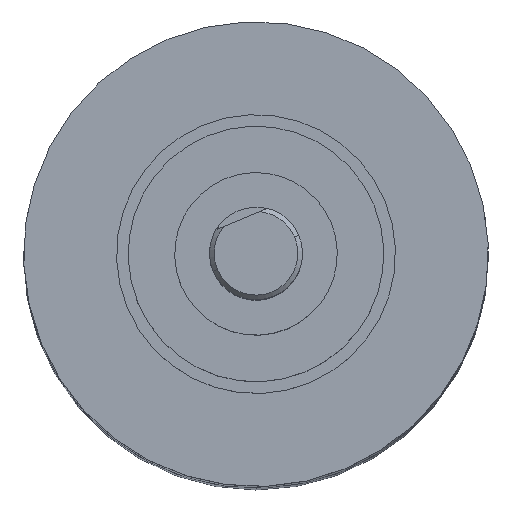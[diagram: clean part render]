
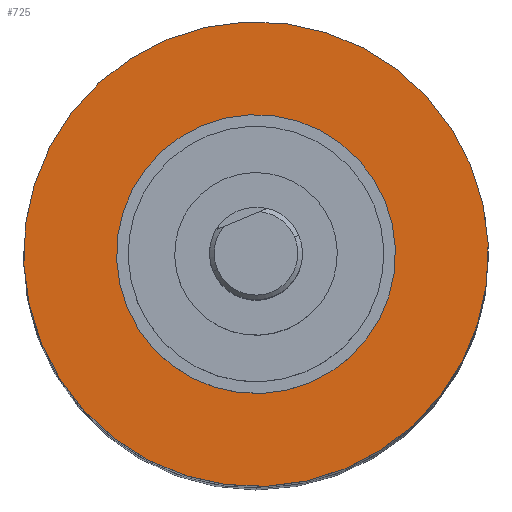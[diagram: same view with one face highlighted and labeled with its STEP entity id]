
A CAD part, top view. The second image highlights one B-rep face of the part: STEP entity #725.
In plain terms, the highlighted planar face has unit normal (0, 0, 1).
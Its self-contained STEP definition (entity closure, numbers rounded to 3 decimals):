
#20 = VERTEX_POINT ( 'NONE', #1347 ) ;
#26 = EDGE_LOOP ( 'NONE', ( #1486, #280 ) ) ;
#87 = VERTEX_POINT ( 'NONE', #1701 ) ;
#112 = EDGE_CURVE ( 'NONE', #87, #1699, #1160, .T. ) ;
#202 = PLANE ( 'NONE',  #1082 ) ;
#211 = DIRECTION ( 'NONE',  ( -0.924, -0.383, 0. ) ) ;
#234 = EDGE_CURVE ( 'NONE', #20, #1095, #1749, .T. ) ;
#280 = ORIENTED_EDGE ( 'NONE', *, *, #837, .F. ) ;
#343 = CARTESIAN_POINT ( 'NONE',  ( 2.199, 19.244, 56.55 ) ) ;
#347 = DIRECTION ( 'NONE',  ( -0.924, -0.383, 0. ) ) ;
#444 = ORIENTED_EDGE ( 'NONE', *, *, #695, .T. ) ;
#473 = AXIS2_PLACEMENT_3D ( 'NONE', #343, #1141, #347 ) ;
#482 = DIRECTION ( 'NONE',  ( -0.924, -0.383, 0. ) ) ;
#497 = DIRECTION ( 'NONE',  ( 0., 0., -1. ) ) ;
#530 = AXIS2_PLACEMENT_3D ( 'NONE', #1185, #1473, #1747 ) ;
#695 = EDGE_CURVE ( 'NONE', #1699, #87, #1126, .T. ) ;
#717 = CARTESIAN_POINT ( 'NONE',  ( -0.572, 18.095, 56.55 ) ) ;
#725 = ADVANCED_FACE ( 'NONE', ( #1034, #1017 ), #202, .F. ) ;
#742 = CARTESIAN_POINT ( 'NONE',  ( 2.199, 19.244, 56.55 ) ) ;
#759 = ORIENTED_EDGE ( 'NONE', *, *, #112, .T. ) ;
#770 = CARTESIAN_POINT ( 'NONE',  ( 2.199, 19.244, 56.55 ) ) ;
#812 = CIRCLE ( 'NONE', #1286, 5. ) ;
#837 = EDGE_CURVE ( 'NONE', #1095, #20, #812, .T. ) ;
#901 = DIRECTION ( 'NONE',  ( -0.924, -0.383, 0. ) ) ;
#1017 = FACE_OUTER_BOUND ( 'NONE', #26, .T. ) ;
#1026 = DIRECTION ( 'NONE',  ( 0., 0., -1. ) ) ;
#1034 = FACE_BOUND ( 'NONE', #1100, .T. ) ;
#1080 = AXIS2_PLACEMENT_3D ( 'NONE', #742, #497, #482 ) ;
#1082 = AXIS2_PLACEMENT_3D ( 'NONE', #1449, #1026, #211 ) ;
#1095 = VERTEX_POINT ( 'NONE', #1537 ) ;
#1100 = EDGE_LOOP ( 'NONE', ( #444, #759 ) ) ;
#1126 = CIRCLE ( 'NONE', #473, 3. ) ;
#1141 = DIRECTION ( 'NONE',  ( 0., 0., -1. ) ) ;
#1160 = CIRCLE ( 'NONE', #1080, 3. ) ;
#1185 = CARTESIAN_POINT ( 'NONE',  ( 2.199, 19.244, 56.55 ) ) ;
#1286 = AXIS2_PLACEMENT_3D ( 'NONE', #770, #1725, #901 ) ;
#1347 = CARTESIAN_POINT ( 'NONE',  ( 6.818, 21.159, 56.55 ) ) ;
#1449 = CARTESIAN_POINT ( 'NONE',  ( 2.199, 19.244, 56.55 ) ) ;
#1473 = DIRECTION ( 'NONE',  ( 0., 0., -1. ) ) ;
#1486 = ORIENTED_EDGE ( 'NONE', *, *, #234, .F. ) ;
#1537 = CARTESIAN_POINT ( 'NONE',  ( -2.419, 17.329, 56.55 ) ) ;
#1699 = VERTEX_POINT ( 'NONE', #717 ) ;
#1701 = CARTESIAN_POINT ( 'NONE',  ( 4.971, 20.393, 56.55 ) ) ;
#1725 = DIRECTION ( 'NONE',  ( 0., 0., -1. ) ) ;
#1747 = DIRECTION ( 'NONE',  ( -0.924, -0.383, 0. ) ) ;
#1749 = CIRCLE ( 'NONE', #530, 5. ) ;
